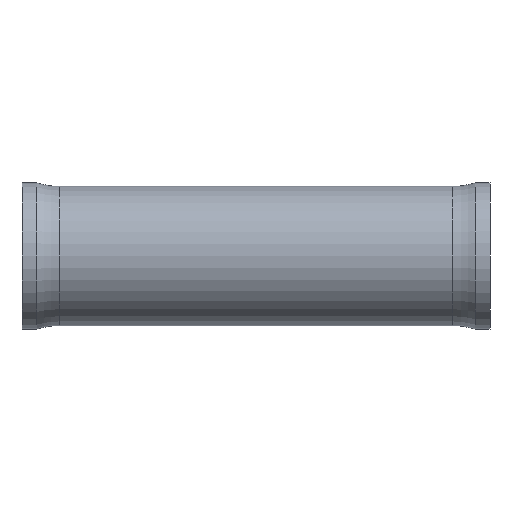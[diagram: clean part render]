
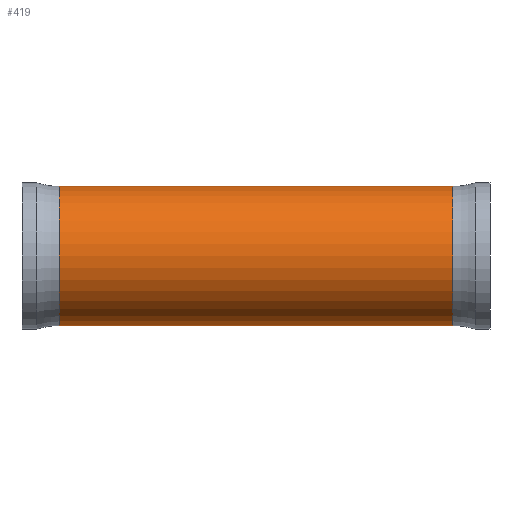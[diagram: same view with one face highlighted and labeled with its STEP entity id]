
A CAD part, left-side view. The second image highlights one B-rep face of the part: STEP entity #419.
In plain terms, the highlighted cylindrical face has radius 23.812 mm (diameter 47.625 mm), a partial arc.
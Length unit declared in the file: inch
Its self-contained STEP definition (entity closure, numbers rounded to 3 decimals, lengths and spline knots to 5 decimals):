
#1 = EDGE_LOOP ( 'NONE', ( #82, #266, #324, #105 ) ) ;
#13 = CIRCLE ( 'NONE', #542, 0.9375 ) ;
#20 = EDGE_CURVE ( 'NONE', #456, #126, #13, .T. ) ;
#23 = FACE_OUTER_BOUND ( 'NONE', #1, .T. ) ;
#36 = VERTEX_POINT ( 'NONE', #486 ) ;
#82 = ORIENTED_EDGE ( 'NONE', *, *, #631, .F. ) ;
#95 = DIRECTION ( 'NONE',  ( 0., 0., 1. ) ) ;
#105 = ORIENTED_EDGE ( 'NONE', *, *, #557, .F. ) ;
#118 = VERTEX_POINT ( 'NONE', #462 ) ;
#121 = DIRECTION ( 'NONE',  ( 0., 1., 0. ) ) ;
#123 = CARTESIAN_POINT ( 'NONE',  ( 0., 5.80082, 0. ) ) ;
#126 = VERTEX_POINT ( 'NONE', #436 ) ;
#136 = DIRECTION ( 'NONE',  ( 0., 0., 1. ) ) ;
#167 = CIRCLE ( 'NONE', #623, 0.9375 ) ;
#220 = CARTESIAN_POINT ( 'NONE',  ( 0., 5.49933, 0.9375 ) ) ;
#227 = DIRECTION ( 'NONE',  ( 0., 1., 0. ) ) ;
#266 = ORIENTED_EDGE ( 'NONE', *, *, #20, .T. ) ;
#285 = CARTESIAN_POINT ( 'NONE',  ( 0., 0.49839, -0.9375 ) ) ;
#288 = CARTESIAN_POINT ( 'NONE',  ( 0., 5.49933, 0. ) ) ;
#313 = DIRECTION ( 'NONE',  ( 0., 1., 0. ) ) ;
#324 = ORIENTED_EDGE ( 'NONE', *, *, #585, .T. ) ;
#343 = LINE ( 'NONE', #220, #561 ) ;
#404 = CYLINDRICAL_SURFACE ( 'NONE', #599, 0.9375 ) ;
#419 = ADVANCED_FACE ( 'NONE', ( #23 ), #404, .T. ) ;
#436 = CARTESIAN_POINT ( 'NONE',  ( 0., 0.49839, 0.9375 ) ) ;
#456 = VERTEX_POINT ( 'NONE', #285 ) ;
#462 = CARTESIAN_POINT ( 'NONE',  ( 0., 5.80082, -0.9375 ) ) ;
#470 = CARTESIAN_POINT ( 'NONE',  ( 0., 0.49839, 0. ) ) ;
#474 = CARTESIAN_POINT ( 'NONE',  ( 0., 5.49933, -0.9375 ) ) ;
#478 = DIRECTION ( 'NONE',  ( 0., 1., 0. ) ) ;
#481 = DIRECTION ( 'NONE',  ( 0., 0., 1. ) ) ;
#486 = CARTESIAN_POINT ( 'NONE',  ( 0., 5.80082, 0.9375 ) ) ;
#533 = VECTOR ( 'NONE', #478, 39.37008 ) ;
#542 = AXIS2_PLACEMENT_3D ( 'NONE', #470, #604, #481 ) ;
#557 = EDGE_CURVE ( 'NONE', #118, #36, #167, .T. ) ;
#561 = VECTOR ( 'NONE', #227, 39.37008 ) ;
#585 = EDGE_CURVE ( 'NONE', #126, #36, #343, .T. ) ;
#595 = LINE ( 'NONE', #474, #533 ) ;
#599 = AXIS2_PLACEMENT_3D ( 'NONE', #288, #313, #95 ) ;
#604 = DIRECTION ( 'NONE',  ( 0., 1., 0. ) ) ;
#623 = AXIS2_PLACEMENT_3D ( 'NONE', #123, #121, #136 ) ;
#631 = EDGE_CURVE ( 'NONE', #456, #118, #595, .T. ) ;
